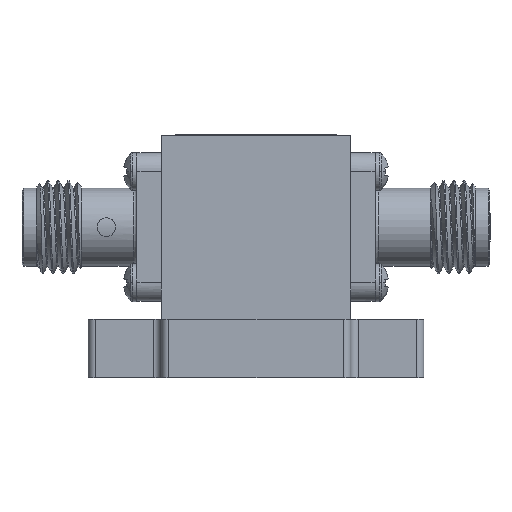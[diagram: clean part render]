
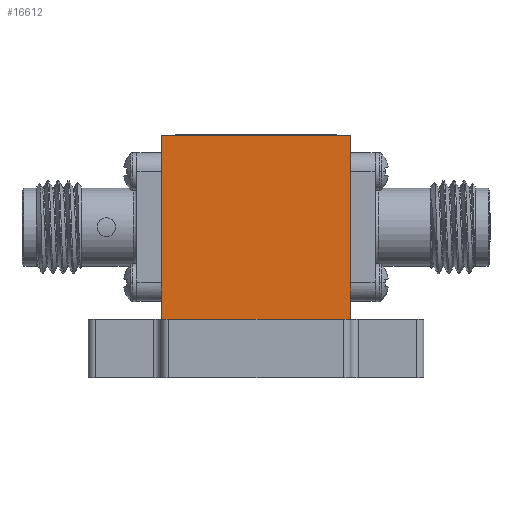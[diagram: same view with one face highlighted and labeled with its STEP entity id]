
A CAD part, front view. The second image highlights one B-rep face of the part: STEP entity #16612.
In plain terms, the highlighted planar face has unit normal (0, -1, 0).
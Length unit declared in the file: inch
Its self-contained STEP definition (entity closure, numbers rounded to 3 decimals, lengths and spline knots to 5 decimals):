
#187 = AXIS2_PLACEMENT_3D ( 'NONE', #16591, #14750, #7790 ) ;
#741 = CARTESIAN_POINT ( 'NONE',  ( -0.25591, -0.31496, 0.24803 ) ) ;
#1544 = ORIENTED_EDGE ( 'NONE', *, *, #5176, .T. ) ;
#2909 = VERTEX_POINT ( 'NONE', #18045 ) ;
#3093 = LINE ( 'NONE', #18221, #3942 ) ;
#3520 = VERTEX_POINT ( 'NONE', #741 ) ;
#3942 = VECTOR ( 'NONE', #5802, 39.37008 ) ;
#4919 = CARTESIAN_POINT ( 'NONE',  ( -0.25591, -0.31496, 0.24803 ) ) ;
#5176 = EDGE_CURVE ( 'NONE', #10997, #2909, #22004, .T. ) ;
#5607 = VERTEX_POINT ( 'NONE', #22422 ) ;
#5802 = DIRECTION ( 'NONE',  ( 0., 0., -1. ) ) ;
#6825 = CARTESIAN_POINT ( 'NONE',  ( -0.25591, -0.31496, -0.24803 ) ) ;
#7138 = VECTOR ( 'NONE', #20926, 39.37008 ) ;
#7790 = DIRECTION ( 'NONE',  ( 0., 0., 1. ) ) ;
#9026 = EDGE_LOOP ( 'NONE', ( #1544, #17128, #17617, #21996 ) ) ;
#9643 = EDGE_CURVE ( 'NONE', #3520, #10997, #3093, .T. ) ;
#9677 = CARTESIAN_POINT ( 'NONE',  ( -0.25591, -0.31496, -0.24803 ) ) ;
#10057 = VECTOR ( 'NONE', #22706, 39.37008 ) ;
#10997 = VERTEX_POINT ( 'NONE', #9677 ) ;
#12869 = EDGE_CURVE ( 'NONE', #5607, #2909, #22853, .T. ) ;
#13497 = VECTOR ( 'NONE', #16329, 39.37008 ) ;
#13630 = LINE ( 'NONE', #4919, #10057 ) ;
#14750 = DIRECTION ( 'NONE',  ( 0., 1., 0. ) ) ;
#14898 = PLANE ( 'NONE',  #187 ) ;
#16329 = DIRECTION ( 'NONE',  ( 0., 0., -1. ) ) ;
#16591 = CARTESIAN_POINT ( 'NONE',  ( -0.25591, -0.31496, 0.24803 ) ) ;
#16612 = ADVANCED_FACE ( 'NONE', ( #19443 ), #14898, .F. ) ;
#17128 = ORIENTED_EDGE ( 'NONE', *, *, #12869, .F. ) ;
#17617 = ORIENTED_EDGE ( 'NONE', *, *, #18888, .F. ) ;
#18045 = CARTESIAN_POINT ( 'NONE',  ( 0.25591, -0.31496, -0.24803 ) ) ;
#18221 = CARTESIAN_POINT ( 'NONE',  ( -0.25591, -0.31496, 0.24803 ) ) ;
#18888 = EDGE_CURVE ( 'NONE', #3520, #5607, #13630, .T. ) ;
#19408 = CARTESIAN_POINT ( 'NONE',  ( 0.25591, -0.31496, 0.24803 ) ) ;
#19443 = FACE_OUTER_BOUND ( 'NONE', #9026, .T. ) ;
#20926 = DIRECTION ( 'NONE',  ( 1., 0., 0. ) ) ;
#21996 = ORIENTED_EDGE ( 'NONE', *, *, #9643, .T. ) ;
#22004 = LINE ( 'NONE', #6825, #7138 ) ;
#22422 = CARTESIAN_POINT ( 'NONE',  ( 0.25591, -0.31496, 0.24803 ) ) ;
#22706 = DIRECTION ( 'NONE',  ( 1., 0., 0. ) ) ;
#22853 = LINE ( 'NONE', #19408, #13497 ) ;
